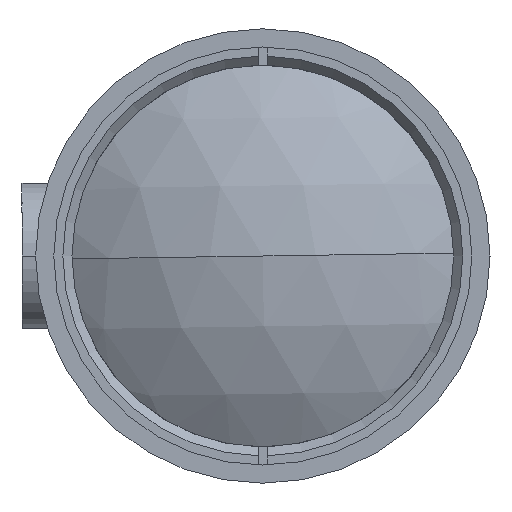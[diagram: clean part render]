
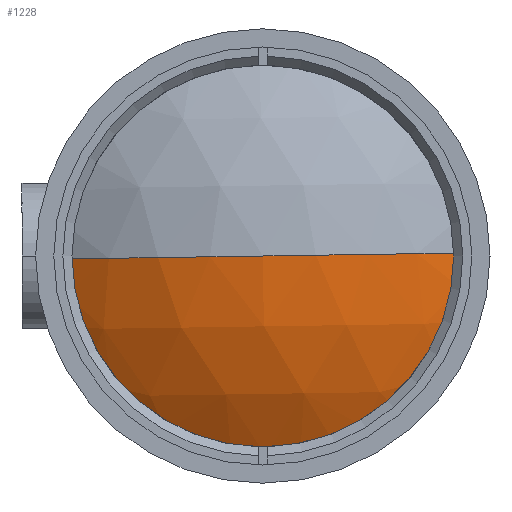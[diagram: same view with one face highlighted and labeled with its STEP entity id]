
A CAD part, left-side view. The second image highlights one B-rep face of the part: STEP entity #1228.
In plain terms, the highlighted spherical face has radius 38.79 mm.
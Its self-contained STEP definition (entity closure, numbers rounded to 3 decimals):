
#45 = DIRECTION ( 'NONE',  ( 0., -1., 0.015 ) ) ;
#52 = CARTESIAN_POINT ( 'NONE',  ( 7.874, 21.998, -0.33 ) ) ;
#178 = AXIS2_PLACEMENT_3D ( 'NONE', #1195, #1878, #45 ) ;
#267 = DIRECTION ( 'NONE',  ( 0., -0.015, -1. ) ) ;
#677 = EDGE_CURVE ( 'NONE', #1009, #805, #2008, .T. ) ;
#748 = DIRECTION ( 'NONE',  ( 0., 0.015, 1. ) ) ;
#805 = VERTEX_POINT ( 'NONE', #1774 ) ;
#925 = FACE_OUTER_BOUND ( 'NONE', #2217, .T. ) ;
#995 = CIRCLE ( 'NONE', #178, 38.79 ) ;
#1009 = VERTEX_POINT ( 'NONE', #52 ) ;
#1050 = AXIS2_PLACEMENT_3D ( 'NONE', #1393, #2825, #2282 ) ;
#1195 = CARTESIAN_POINT ( 'NONE',  ( 39.822, 0., 0. ) ) ;
#1228 = ADVANCED_FACE ( 'NONE', ( #925 ), #2423, .T. ) ;
#1252 = AXIS2_PLACEMENT_3D ( 'NONE', #2469, #267, #3249 ) ;
#1393 = CARTESIAN_POINT ( 'NONE',  ( 39.822, 0., 0. ) ) ;
#1720 = EDGE_CURVE ( 'NONE', #805, #2002, #1843, .T. ) ;
#1774 = CARTESIAN_POINT ( 'NONE',  ( 7.874, -21.998, 0.33 ) ) ;
#1843 = CIRCLE ( 'NONE', #1252, 38.79 ) ;
#1878 = DIRECTION ( 'NONE',  ( 0., 0.015, 1. ) ) ;
#1956 = CARTESIAN_POINT ( 'NONE',  ( 7.874, 0., 0. ) ) ;
#1965 = ORIENTED_EDGE ( 'NONE', *, *, #677, .T. ) ;
#1975 = EDGE_CURVE ( 'NONE', #1009, #2002, #995, .T. ) ;
#2002 = VERTEX_POINT ( 'NONE', #2386 ) ;
#2008 = CIRCLE ( 'NONE', #2972, 22. ) ;
#2217 = EDGE_LOOP ( 'NONE', ( #1965, #2299, #2268 ) ) ;
#2268 = ORIENTED_EDGE ( 'NONE', *, *, #1975, .F. ) ;
#2282 = DIRECTION ( 'NONE',  ( 0., 1., -0.015 ) ) ;
#2299 = ORIENTED_EDGE ( 'NONE', *, *, #1720, .T. ) ;
#2386 = CARTESIAN_POINT ( 'NONE',  ( 1.032, 0., 0. ) ) ;
#2423 = SPHERICAL_SURFACE ( 'NONE', #1050, 38.79 ) ;
#2469 = CARTESIAN_POINT ( 'NONE',  ( 39.822, 0., 0. ) ) ;
#2825 = DIRECTION ( 'NONE',  ( 0., -0.015, -1. ) ) ;
#2972 = AXIS2_PLACEMENT_3D ( 'NONE', #1956, #3363, #748 ) ;
#3249 = DIRECTION ( 'NONE',  ( 0., 1., -0.015 ) ) ;
#3363 = DIRECTION ( 'NONE',  ( -1., 0., 0. ) ) ;
